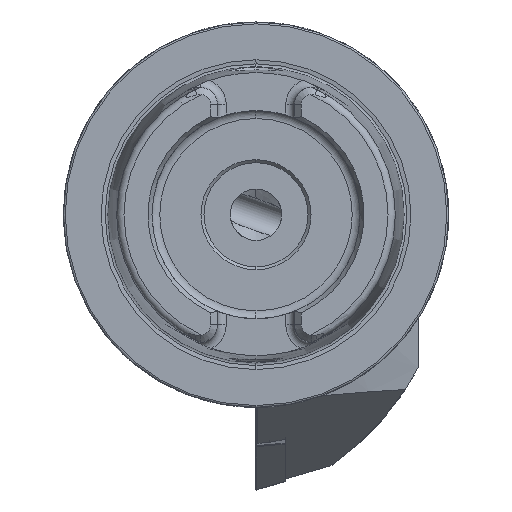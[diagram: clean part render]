
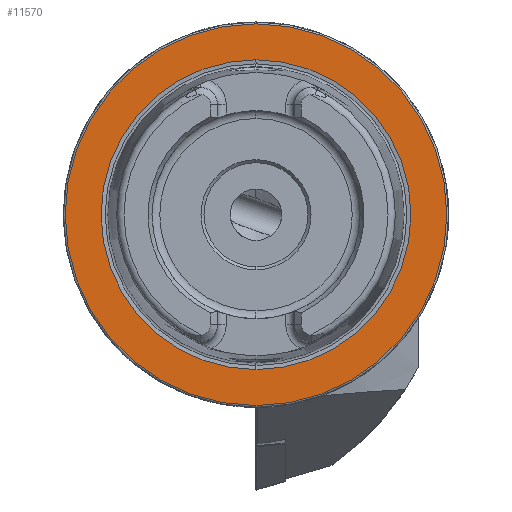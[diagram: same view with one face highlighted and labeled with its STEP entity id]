
A CAD part, left-side view. The second image highlights one B-rep face of the part: STEP entity #11570.
In plain terms, the highlighted planar face has unit normal (-1, 0, 0).
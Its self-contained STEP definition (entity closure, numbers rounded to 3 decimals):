
#12 = CIRCLE ( 'NONE', #11141, 31.2 ) ;
#1003 = ORIENTED_EDGE ( 'NONE', *, *, #16221, .T. ) ;
#2101 = CARTESIAN_POINT ( 'NONE',  ( 0., 0., 0. ) ) ;
#2620 = CIRCLE ( 'NONE', #4530, 25.324 ) ;
#2978 = ORIENTED_EDGE ( 'NONE', *, *, #13221, .T. ) ;
#3408 = VERTEX_POINT ( 'NONE', #8354 ) ;
#3558 = VERTEX_POINT ( 'NONE', #9311 ) ;
#4530 = AXIS2_PLACEMENT_3D ( 'NONE', #15890, #9465, #9563 ) ;
#4790 = AXIS2_PLACEMENT_3D ( 'NONE', #5152, #10120, #11579 ) ;
#5152 = CARTESIAN_POINT ( 'NONE',  ( 0., 31.2, 0. ) ) ;
#5312 = VERTEX_POINT ( 'NONE', #7042 ) ;
#5413 = EDGE_LOOP ( 'NONE', ( #1003, #2978 ) ) ;
#5944 = CARTESIAN_POINT ( 'NONE',  ( 0., 0., 0. ) ) ;
#6582 = AXIS2_PLACEMENT_3D ( 'NONE', #2101, #9849, #7353 ) ;
#6736 = CARTESIAN_POINT ( 'NONE',  ( 0., 0., 31.2 ) ) ;
#6760 = VERTEX_POINT ( 'NONE', #6736 ) ;
#7042 = CARTESIAN_POINT ( 'NONE',  ( 0., 0., 25.324 ) ) ;
#7353 = DIRECTION ( 'NONE',  ( 0., 0., 1. ) ) ;
#7646 = DIRECTION ( 'NONE',  ( 0., 0., 1. ) ) ;
#7725 = FACE_BOUND ( 'NONE', #12858, .T. ) ;
#8281 = EDGE_CURVE ( 'NONE', #3558, #5312, #14350, .T. ) ;
#8354 = CARTESIAN_POINT ( 'NONE',  ( 0., 0., -31.2 ) ) ;
#9090 = AXIS2_PLACEMENT_3D ( 'NONE', #10042, #16727, #7646 ) ;
#9311 = CARTESIAN_POINT ( 'NONE',  ( 0., 0., -25.324 ) ) ;
#9465 = DIRECTION ( 'NONE',  ( -1., 0., 0. ) ) ;
#9563 = DIRECTION ( 'NONE',  ( 0., 0., 1. ) ) ;
#9669 = CIRCLE ( 'NONE', #6582, 31.2 ) ;
#9849 = DIRECTION ( 'NONE',  ( -1., 0., 0. ) ) ;
#10042 = CARTESIAN_POINT ( 'NONE',  ( 0., 0., 0. ) ) ;
#10120 = DIRECTION ( 'NONE',  ( 1., 0., 0. ) ) ;
#11141 = AXIS2_PLACEMENT_3D ( 'NONE', #5944, #11258, #16728 ) ;
#11258 = DIRECTION ( 'NONE',  ( -1., 0., 0. ) ) ;
#11570 = ADVANCED_FACE ( 'NONE', ( #7725, #15732 ), #11669, .F. ) ;
#11579 = DIRECTION ( 'NONE',  ( 0., 0., -1. ) ) ;
#11669 = PLANE ( 'NONE',  #4790 ) ;
#11875 = ORIENTED_EDGE ( 'NONE', *, *, #16631, .F. ) ;
#12858 = EDGE_LOOP ( 'NONE', ( #11875, #13621 ) ) ;
#13221 = EDGE_CURVE ( 'NONE', #3408, #6760, #9669, .T. ) ;
#13621 = ORIENTED_EDGE ( 'NONE', *, *, #8281, .F. ) ;
#14350 = CIRCLE ( 'NONE', #9090, 25.324 ) ;
#15732 = FACE_OUTER_BOUND ( 'NONE', #5413, .T. ) ;
#15890 = CARTESIAN_POINT ( 'NONE',  ( 0., 0., 0. ) ) ;
#16221 = EDGE_CURVE ( 'NONE', #6760, #3408, #12, .T. ) ;
#16631 = EDGE_CURVE ( 'NONE', #5312, #3558, #2620, .T. ) ;
#16727 = DIRECTION ( 'NONE',  ( -1., 0., 0. ) ) ;
#16728 = DIRECTION ( 'NONE',  ( 0., 0., 1. ) ) ;
